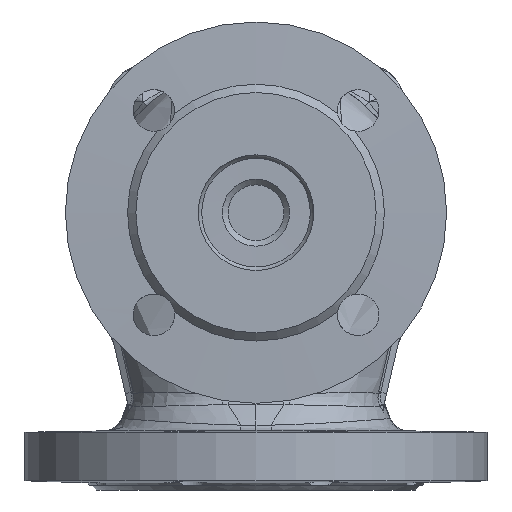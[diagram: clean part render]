
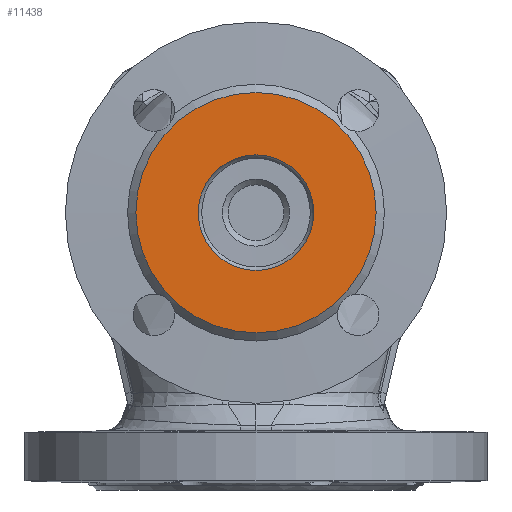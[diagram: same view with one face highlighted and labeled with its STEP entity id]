
A CAD part, front view. The second image highlights one B-rep face of the part: STEP entity #11438.
In plain terms, the highlighted planar face has unit normal (0, -1, 0).
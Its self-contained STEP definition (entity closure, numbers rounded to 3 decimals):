
#172=FACE_BOUND('',#2420,.T.);
#656=PLANE('',#12321);
#1054=CIRCLE('',#12320,25.);
#1055=CIRCLE('',#12322,52.);
#1681=FACE_OUTER_BOUND('',#2419,.T.);
#2419=EDGE_LOOP('',(#8945));
#2420=EDGE_LOOP('',(#8946));
#5006=VERTEX_POINT('',#40016);
#5007=VERTEX_POINT('',#40020);
#6404=EDGE_CURVE('',#5006,#5006,#1054,.T.);
#6405=EDGE_CURVE('',#5007,#5007,#1055,.T.);
#8945=ORIENTED_EDGE('',*,*,#6405,.T.);
#8946=ORIENTED_EDGE('',*,*,#6404,.T.);
#11438=ADVANCED_FACE('',(#1681,#172),#656,.T.);
#12320=AXIS2_PLACEMENT_3D('',#40018,#13941,#13942);
#12321=AXIS2_PLACEMENT_3D('',#40019,#13943,#13944);
#12322=AXIS2_PLACEMENT_3D('',#40021,#13945,#13946);
#13941=DIRECTION('center_axis',(0.,1.,0.));
#13942=DIRECTION('ref_axis',(0.,0.,-1.));
#13943=DIRECTION('center_axis',(0.,-1.,0.));
#13944=DIRECTION('ref_axis',(0.,0.,1.));
#13945=DIRECTION('center_axis',(0.,-1.,0.));
#13946=DIRECTION('ref_axis',(0.,0.,-1.));
#40016=CARTESIAN_POINT('',(0.,-150.,-25.));
#40018=CARTESIAN_POINT('Origin',(0.,-150.,0.));
#40019=CARTESIAN_POINT('Origin',(0.,-150.,0.));
#40020=CARTESIAN_POINT('',(0.,-150.,52.));
#40021=CARTESIAN_POINT('Origin',(0.,-150.,0.));
